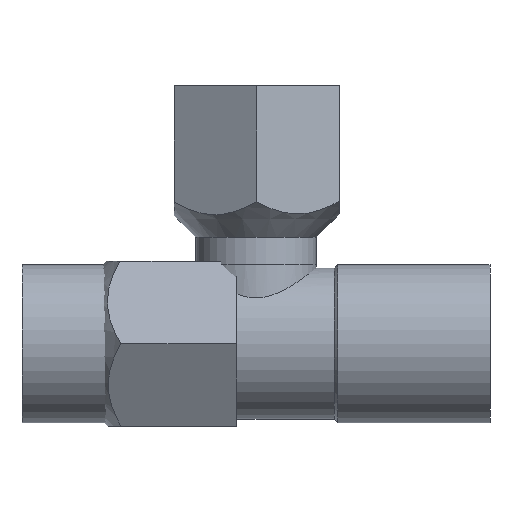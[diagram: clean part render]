
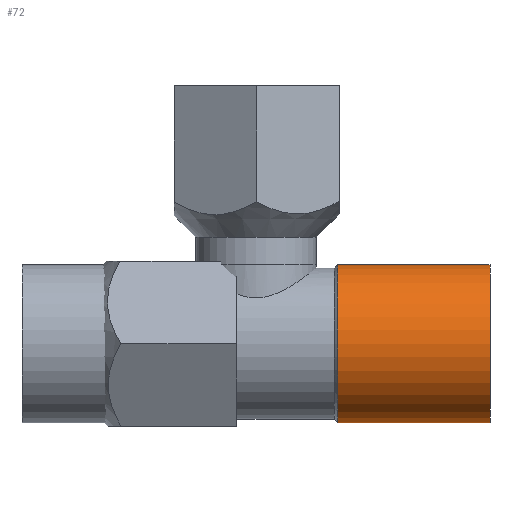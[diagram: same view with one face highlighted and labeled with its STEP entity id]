
A CAD part, left-side view. The second image highlights one B-rep face of the part: STEP entity #72.
In plain terms, the highlighted cylindrical face has radius 11.5 mm (diameter 23 mm), a full revolution.
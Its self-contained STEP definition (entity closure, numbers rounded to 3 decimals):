
#72 = ADVANCED_FACE( '', ( #163, #164 ), #165, .T. );
#163 = FACE_OUTER_BOUND( '', #289, .T. );
#164 = FACE_OUTER_BOUND( '', #290, .T. );
#165 = CYLINDRICAL_SURFACE( '', #291, 11.5 );
#289 = EDGE_LOOP( '', ( #419 ) );
#290 = EDGE_LOOP( '', ( #420 ) );
#291 = AXIS2_PLACEMENT_3D( '', #421, #422, #423 );
#419 = ORIENTED_EDGE( '', *, *, #607, .T. );
#420 = ORIENTED_EDGE( '', *, *, #608, .T. );
#421 = CARTESIAN_POINT( '', ( 0., -11.4, 0. ) );
#422 = DIRECTION( '', ( 0., 1., 0. ) );
#423 = DIRECTION( '', ( 0., 0., -1. ) );
#607 = EDGE_CURVE( '', #687, #687, #688, .F. );
#608 = EDGE_CURVE( '', #689, #689, #690, .T. );
#687 = VERTEX_POINT( '', #805 );
#688 = CIRCLE( '', #806, 11.5 );
#689 = VERTEX_POINT( '', #807 );
#690 = CIRCLE( '', #808, 11.5 );
#805 = CARTESIAN_POINT( '', ( 0., -11.9, 11.5 ) );
#806 = AXIS2_PLACEMENT_3D( '', #1074, #1075, #1076 );
#807 = CARTESIAN_POINT( '', ( 11.5, -34., 0. ) );
#808 = AXIS2_PLACEMENT_3D( '', #1077, #1078, #1079 );
#1074 = CARTESIAN_POINT( '', ( 0., -11.9, 0. ) );
#1075 = DIRECTION( '', ( 0., 1., 0. ) );
#1076 = DIRECTION( '', ( 0., 0., 1. ) );
#1077 = CARTESIAN_POINT( '', ( 0., -34., 0. ) );
#1078 = DIRECTION( '', ( 0., 1., 0. ) );
#1079 = DIRECTION( '', ( 1., 0., 0. ) );
